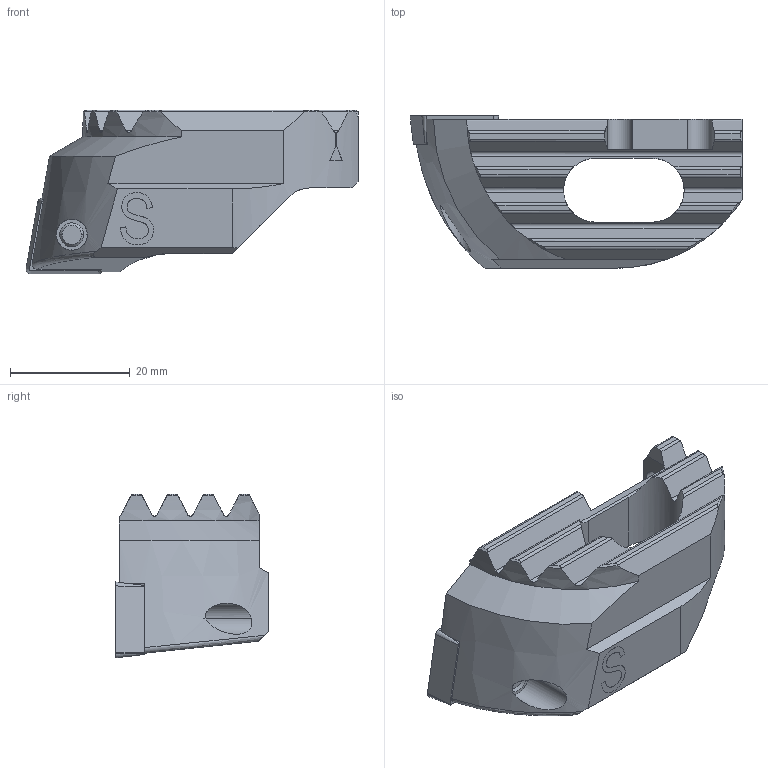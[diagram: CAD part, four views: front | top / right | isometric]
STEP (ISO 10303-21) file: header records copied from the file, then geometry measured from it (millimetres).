
FILE_DESCRIPTION(('no description'),'unknown implementation level');
FILE_NAME('5F7B204B-F78D-4EC4-A09A-7AD6C40B8AB3_export.stp',' ',('CIMSOURCE GmbH'),('CADClick - KiM GmbH - www.kimweb.de'),'unknown preprocess','ACIS','unknown authorization');
FILE_SCHEMA(('automotive_design'));
Length unit declared in the file: millimetre
Products named in the file (3): 639.455 Kaiser 69-86 SW53 CC12 S|654.991 Kaiser CCMT 120408 K20C;Kombinieren1; 639.455 Kaiser 69-86 SW53 CC12 S|694.150 Kaiser ETL M5 X 13,3 T20 IP 10S;Kreismuster1; 639.455 Kaiser 69-86 SW53 CC12 S|639.455 Kaiser 69-86 SW53 CC12 S;Marke
Bounding box: 55.5 x 25.46 x 27.4 mm (x, y, z)
Volume: 15478.2 mm3; surface area: 7068.7 mm2
Topology: 3 solids, 3 shells, 207 faces, 566 edges, 368 vertices
Faces by surface type: plane 77, cylinder 65, bspline 29, cone 26, torus 10
Entity records: 16421 total; most frequent: CARTESIAN_POINT 4941, STYLED_ITEM 1144, PRESENTATION_STYLE_ASSIGNMENT 1144, COLOUR_RGB 1144, ORIENTED_EDGE 1132, DIRECTION 999, EDGE_CURVE 566, CURVE_STYLE 566
